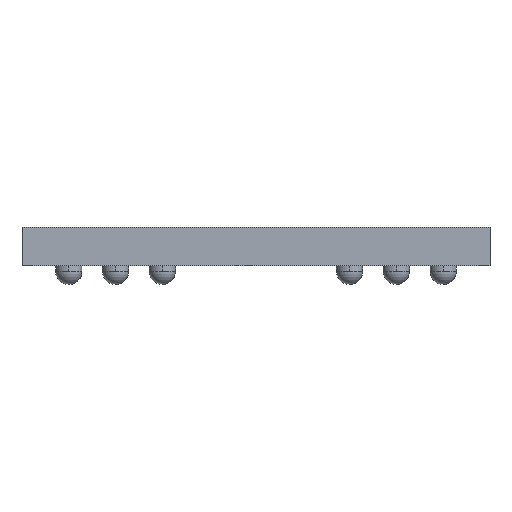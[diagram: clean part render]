
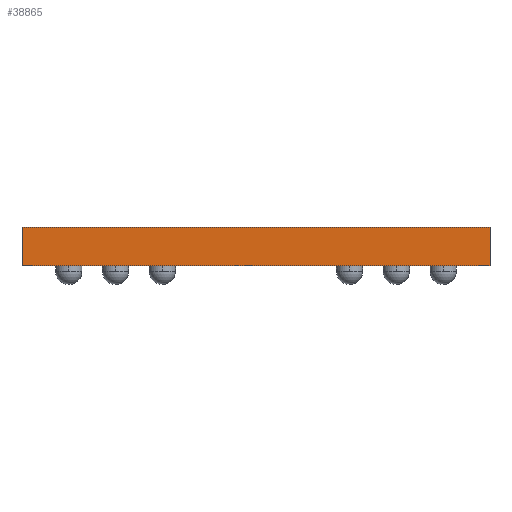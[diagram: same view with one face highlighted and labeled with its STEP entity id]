
A CAD part, front view. The second image highlights one B-rep face of the part: STEP entity #38865.
In plain terms, the highlighted planar face has unit normal (0, -1, 0).
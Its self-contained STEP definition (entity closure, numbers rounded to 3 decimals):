
#280 = PLANE('',#281);
#281 = AXIS2_PLACEMENT_3D('',#282,#283,#284);
#282 = CARTESIAN_POINT('',(0.,-0.038,0.325));
#283 = DIRECTION('',(0.,0.,1.));
#284 = DIRECTION('',(0.,-1.,0.));
#30762 = PLANE('',#30763);
#30763 = AXIS2_PLACEMENT_3D('',#30764,#30765,#30766);
#30764 = CARTESIAN_POINT('',(0.,-0.038,0.975));
#30765 = DIRECTION('',(0.,0.,1.));
#30766 = DIRECTION('',(0.,-1.,0.));
#32116 = VERTEX_POINT('',#32117);
#32117 = CARTESIAN_POINT('',(4.,-6.538,0.975));
#32133 = PLANE('',#32134);
#32134 = AXIS2_PLACEMENT_3D('',#32135,#32136,#32137);
#32135 = CARTESIAN_POINT('',(4.,6.463,0.975));
#32136 = DIRECTION('',(-1.,0.,0.));
#32137 = DIRECTION('',(0.,-1.,0.));
#32174 = VERTEX_POINT('',#32175);
#32175 = CARTESIAN_POINT('',(-4.,-6.538,0.975));
#32189 = PLANE('',#32190);
#32190 = AXIS2_PLACEMENT_3D('',#32191,#32192,#32193);
#32191 = CARTESIAN_POINT('',(-4.,6.463,0.975));
#32192 = DIRECTION('',(1.,0.,0.));
#32193 = DIRECTION('',(0.,1.,0.));
#32201 = EDGE_CURVE('',#32174,#32116,#32202,.T.);
#32202 = SURFACE_CURVE('',#32203,(#32207,#32214),.PCURVE_S1.);
#32203 = LINE('',#32204,#32205);
#32204 = CARTESIAN_POINT('',(-4.,-6.538,0.975));
#32205 = VECTOR('',#32206,1.);
#32206 = DIRECTION('',(1.,0.,0.));
#32207 = PCURVE('',#30762,#32208);
#32208 = DEFINITIONAL_REPRESENTATION('',(#32209),#32213);
#32209 = LINE('',#32210,#32211);
#32210 = CARTESIAN_POINT('',(6.5,-4.));
#32211 = VECTOR('',#32212,1.);
#32212 = DIRECTION('',(0.,1.));
#32213 = ( GEOMETRIC_REPRESENTATION_CONTEXT(2) 
PARAMETRIC_REPRESENTATION_CONTEXT() REPRESENTATION_CONTEXT('2D SPACE',''
  ) );
#32214 = PCURVE('',#32215,#32220);
#32215 = PLANE('',#32216);
#32216 = AXIS2_PLACEMENT_3D('',#32217,#32218,#32219);
#32217 = CARTESIAN_POINT('',(-4.,-6.538,0.975));
#32218 = DIRECTION('',(0.,1.,0.));
#32219 = DIRECTION('',(-1.,0.,0.));
#32220 = DEFINITIONAL_REPRESENTATION('',(#32221),#32225);
#32221 = LINE('',#32222,#32223);
#32222 = CARTESIAN_POINT('',(0.,0.));
#32223 = VECTOR('',#32224,1.);
#32224 = DIRECTION('',(-1.,0.));
#32225 = ( GEOMETRIC_REPRESENTATION_CONTEXT(2) 
PARAMETRIC_REPRESENTATION_CONTEXT() REPRESENTATION_CONTEXT('2D SPACE',''
  ) );
#36379 = VERTEX_POINT('',#36380);
#36380 = CARTESIAN_POINT('',(4.,-6.538,0.325));
#36403 = EDGE_CURVE('',#36404,#36379,#36406,.T.);
#36404 = VERTEX_POINT('',#36405);
#36405 = CARTESIAN_POINT('',(-4.,-6.538,0.325));
#36406 = SURFACE_CURVE('',#36407,(#36411,#36418),.PCURVE_S1.);
#36407 = LINE('',#36408,#36409);
#36408 = CARTESIAN_POINT('',(-4.,-6.538,0.325));
#36409 = VECTOR('',#36410,1.);
#36410 = DIRECTION('',(1.,0.,0.));
#36411 = PCURVE('',#280,#36412);
#36412 = DEFINITIONAL_REPRESENTATION('',(#36413),#36417);
#36413 = LINE('',#36414,#36415);
#36414 = CARTESIAN_POINT('',(6.5,-4.));
#36415 = VECTOR('',#36416,1.);
#36416 = DIRECTION('',(0.,1.));
#36417 = ( GEOMETRIC_REPRESENTATION_CONTEXT(2) 
PARAMETRIC_REPRESENTATION_CONTEXT() REPRESENTATION_CONTEXT('2D SPACE',''
  ) );
#36418 = PCURVE('',#32215,#36419);
#36419 = DEFINITIONAL_REPRESENTATION('',(#36420),#36424);
#36420 = LINE('',#36421,#36422);
#36421 = CARTESIAN_POINT('',(0.,-0.65));
#36422 = VECTOR('',#36423,1.);
#36423 = DIRECTION('',(-1.,0.));
#36424 = ( GEOMETRIC_REPRESENTATION_CONTEXT(2) 
PARAMETRIC_REPRESENTATION_CONTEXT() REPRESENTATION_CONTEXT('2D SPACE',''
  ) );
#38791 = EDGE_CURVE('',#32116,#36379,#38792,.T.);
#38792 = SURFACE_CURVE('',#38793,(#38797,#38804),.PCURVE_S1.);
#38793 = LINE('',#38794,#38795);
#38794 = CARTESIAN_POINT('',(4.,-6.538,0.975));
#38795 = VECTOR('',#38796,1.);
#38796 = DIRECTION('',(0.,0.,-1.));
#38797 = PCURVE('',#32133,#38798);
#38798 = DEFINITIONAL_REPRESENTATION('',(#38799),#38803);
#38799 = LINE('',#38800,#38801);
#38800 = CARTESIAN_POINT('',(13.,0.));
#38801 = VECTOR('',#38802,1.);
#38802 = DIRECTION('',(0.,-1.));
#38803 = ( GEOMETRIC_REPRESENTATION_CONTEXT(2) 
PARAMETRIC_REPRESENTATION_CONTEXT() REPRESENTATION_CONTEXT('2D SPACE',''
  ) );
#38804 = PCURVE('',#32215,#38805);
#38805 = DEFINITIONAL_REPRESENTATION('',(#38806),#38810);
#38806 = LINE('',#38807,#38808);
#38807 = CARTESIAN_POINT('',(-8.,0.));
#38808 = VECTOR('',#38809,1.);
#38809 = DIRECTION('',(0.,-1.));
#38810 = ( GEOMETRIC_REPRESENTATION_CONTEXT(2) 
PARAMETRIC_REPRESENTATION_CONTEXT() REPRESENTATION_CONTEXT('2D SPACE',''
  ) );
#38843 = EDGE_CURVE('',#32174,#36404,#38844,.T.);
#38844 = SURFACE_CURVE('',#38845,(#38849,#38856),.PCURVE_S1.);
#38845 = LINE('',#38846,#38847);
#38846 = CARTESIAN_POINT('',(-4.,-6.538,0.975));
#38847 = VECTOR('',#38848,1.);
#38848 = DIRECTION('',(0.,0.,-1.));
#38849 = PCURVE('',#32189,#38850);
#38850 = DEFINITIONAL_REPRESENTATION('',(#38851),#38855);
#38851 = LINE('',#38852,#38853);
#38852 = CARTESIAN_POINT('',(-13.,0.));
#38853 = VECTOR('',#38854,1.);
#38854 = DIRECTION('',(0.,-1.));
#38855 = ( GEOMETRIC_REPRESENTATION_CONTEXT(2) 
PARAMETRIC_REPRESENTATION_CONTEXT() REPRESENTATION_CONTEXT('2D SPACE',''
  ) );
#38856 = PCURVE('',#32215,#38857);
#38857 = DEFINITIONAL_REPRESENTATION('',(#38858),#38862);
#38858 = LINE('',#38859,#38860);
#38859 = CARTESIAN_POINT('',(0.,0.));
#38860 = VECTOR('',#38861,1.);
#38861 = DIRECTION('',(0.,-1.));
#38862 = ( GEOMETRIC_REPRESENTATION_CONTEXT(2) 
PARAMETRIC_REPRESENTATION_CONTEXT() REPRESENTATION_CONTEXT('2D SPACE',''
  ) );
#38865 = ADVANCED_FACE('',(#38866),#32215,.F.);
#38866 = FACE_BOUND('',#38867,.T.);
#38867 = EDGE_LOOP('',(#38868,#38869,#38870,#38871));
#38868 = ORIENTED_EDGE('',*,*,#36403,.T.);
#38869 = ORIENTED_EDGE('',*,*,#38791,.F.);
#38870 = ORIENTED_EDGE('',*,*,#32201,.F.);
#38871 = ORIENTED_EDGE('',*,*,#38843,.T.);
